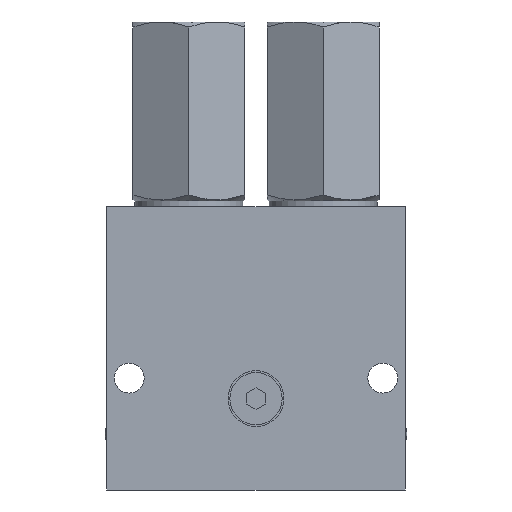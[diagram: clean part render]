
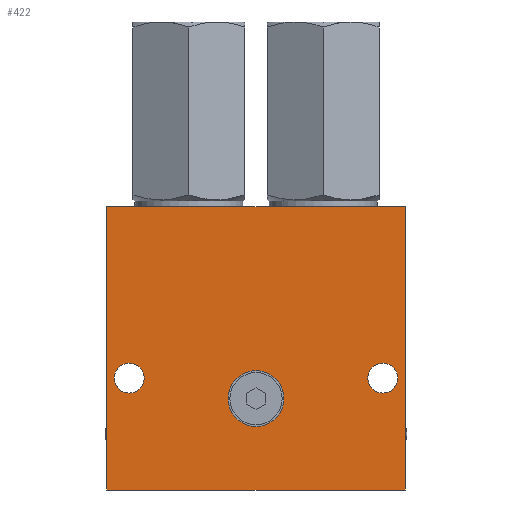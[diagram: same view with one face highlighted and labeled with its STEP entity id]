
A CAD part, front view. The second image highlights one B-rep face of the part: STEP entity #422.
In plain terms, the highlighted planar face has unit normal (0, -1, 0).
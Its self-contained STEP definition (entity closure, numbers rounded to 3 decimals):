
#422 = ADVANCED_FACE( '', ( #846, #847, #848, #849 ), #850, .F. );
#846 = FACE_BOUND( '', #1277, .T. );
#847 = FACE_BOUND( '', #1278, .T. );
#848 = FACE_BOUND( '', #1279, .T. );
#849 = FACE_OUTER_BOUND( '', #1280, .T. );
#850 = PLANE( '', #1281 );
#1277 = EDGE_LOOP( '', ( #2060 ) );
#1278 = EDGE_LOOP( '', ( #2061 ) );
#1279 = EDGE_LOOP( '', ( #2062 ) );
#1280 = EDGE_LOOP( '', ( #2063, #2064, #2065, #2066 ) );
#1281 = AXIS2_PLACEMENT_3D( '', #2067, #2068, #2069 );
#2060 = ORIENTED_EDGE( '', *, *, #2510, .F. );
#2061 = ORIENTED_EDGE( '', *, *, #2543, .T. );
#2062 = ORIENTED_EDGE( '', *, *, #2268, .T. );
#2063 = ORIENTED_EDGE( '', *, *, #2291, .F. );
#2064 = ORIENTED_EDGE( '', *, *, #2317, .F. );
#2065 = ORIENTED_EDGE( '', *, *, #2452, .F. );
#2066 = ORIENTED_EDGE( '', *, *, #2470, .F. );
#2067 = CARTESIAN_POINT( '', ( 0., -20., 0. ) );
#2068 = DIRECTION( '', ( 0., 1., 0. ) );
#2069 = DIRECTION( '', ( 0., 0., 1. ) );
#2268 = EDGE_CURVE( '', #2598, #2598, #2599, .T. );
#2291 = EDGE_CURVE( '', #2637, #2638, #2639, .T. );
#2317 = EDGE_CURVE( '', #2681, #2637, #2682, .T. );
#2452 = EDGE_CURVE( '', #2892, #2681, #2893, .T. );
#2470 = EDGE_CURVE( '', #2638, #2892, #2918, .T. );
#2510 = EDGE_CURVE( '', #2967, #2967, #2968, .T. );
#2543 = EDGE_CURVE( '', #3010, #3010, #3011, .T. );
#2598 = VERTEX_POINT( '', #3095 );
#2599 = CIRCLE( '', #3096, 4. );
#2637 = VERTEX_POINT( '', #3153 );
#2638 = VERTEX_POINT( '', #3154 );
#2639 = LINE( '', #3155, #3156 );
#2681 = VERTEX_POINT( '', #3227 );
#2682 = LINE( '', #3228, #3229 );
#2892 = VERTEX_POINT( '', #3591 );
#2893 = LINE( '', #3592, #3593 );
#2918 = LINE( '', #3623, #3624 );
#2967 = VERTEX_POINT( '', #3725 );
#2968 = CIRCLE( '', #3726, 7.5 );
#3010 = VERTEX_POINT( '', #3847 );
#3011 = CIRCLE( '', #3848, 4. );
#3095 = CARTESIAN_POINT( '', ( 38., -20., -8. ) );
#3096 = AXIS2_PLACEMENT_3D( '', #3906, #3907, #3908 );
#3153 = CARTESIAN_POINT( '', ( -40., -20., -38. ) );
#3154 = CARTESIAN_POINT( '', ( -40., -20., 38. ) );
#3155 = CARTESIAN_POINT( '', ( -40., -20., -38. ) );
#3156 = VECTOR( '', #3938, 1000. );
#3227 = CARTESIAN_POINT( '', ( 40., -20., -38. ) );
#3228 = CARTESIAN_POINT( '', ( 40., -20., -38. ) );
#3229 = VECTOR( '', #3967, 1000. );
#3591 = CARTESIAN_POINT( '', ( 40., -20., 38. ) );
#3592 = CARTESIAN_POINT( '', ( 40., -20., 38. ) );
#3593 = VECTOR( '', #4123, 1000. );
#3623 = CARTESIAN_POINT( '', ( -40., -20., 38. ) );
#3624 = VECTOR( '', #4147, 1000. );
#3725 = CARTESIAN_POINT( '', ( 7.5, -20., -13.5 ) );
#3726 = AXIS2_PLACEMENT_3D( '', #4173, #4174, #4175 );
#3847 = CARTESIAN_POINT( '', ( -30., -20., -8. ) );
#3848 = AXIS2_PLACEMENT_3D( '', #4191, #4192, #4193 );
#3906 = CARTESIAN_POINT( '', ( 34., -20., -8. ) );
#3907 = DIRECTION( '', ( 0., 1., 0. ) );
#3908 = DIRECTION( '', ( 1., 0., 0. ) );
#3938 = DIRECTION( '', ( 0., 0., 1. ) );
#3967 = DIRECTION( '', ( -1., 0., 0. ) );
#4123 = DIRECTION( '', ( 0., 0., -1. ) );
#4147 = DIRECTION( '', ( 1., 0., 0. ) );
#4173 = CARTESIAN_POINT( '', ( 0., -20., -13.5 ) );
#4174 = DIRECTION( '', ( 0., -1., 0. ) );
#4175 = DIRECTION( '', ( 1., 0., 0. ) );
#4191 = CARTESIAN_POINT( '', ( -34., -20., -8. ) );
#4192 = DIRECTION( '', ( 0., 1., 0. ) );
#4193 = DIRECTION( '', ( 1., 0., 0. ) );
